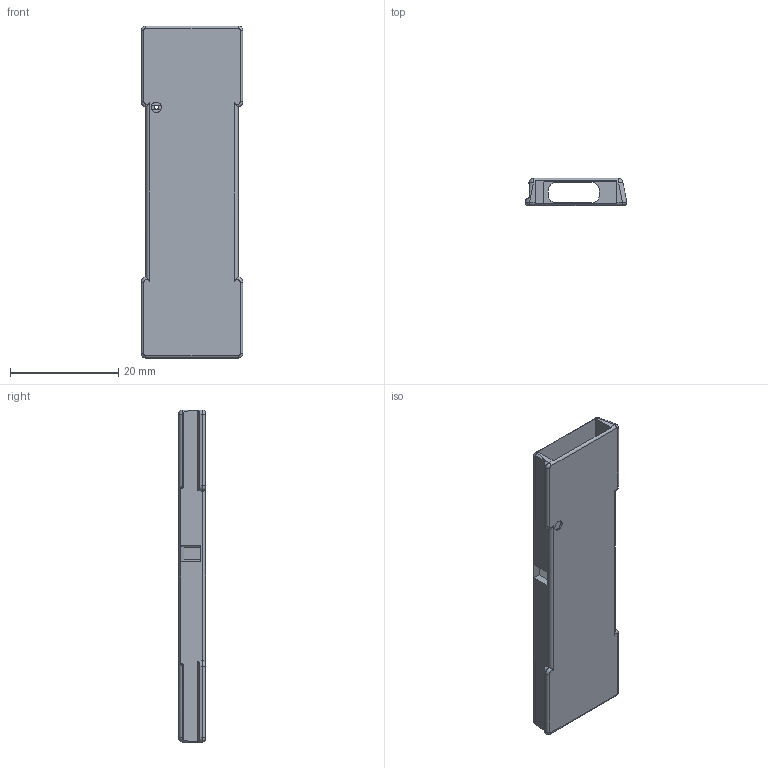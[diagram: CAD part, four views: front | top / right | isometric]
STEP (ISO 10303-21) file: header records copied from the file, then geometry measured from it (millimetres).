
FILE_DESCRIPTION (( 'STEP AP214' ), '1' );
FILE_NAME ('Case.STEP', '2025-07-16T02:02:43', ( '' ), ( '' ), 'SwSTEP 2.0', 'SolidWorks 2024', '' );
FILE_SCHEMA (( 'AUTOMOTIVE_DESIGN' ));
Length unit declared in the file: millimetre
Products named in the file (1): Case
Bounding box: 18.79 x 4.99 x 61.35 mm (x, y, z)
Volume: 1465.7 mm3; surface area: 5745.8 mm2
Topology: 3 solids, 3 shells, 225 faces, 627 edges, 407 vertices
Faces by surface type: plane 166, cylinder 41, bspline 12, torus 4, cone 2
Entity records: 7569 total; most frequent: CARTESIAN_POINT 1838, ORIENTED_EDGE 1254, DIRECTION 1074, EDGE_CURVE 627, LINE 492, VECTOR 492, VERTEX_POINT 407, AXIS2_PLACEMENT_3D 291
